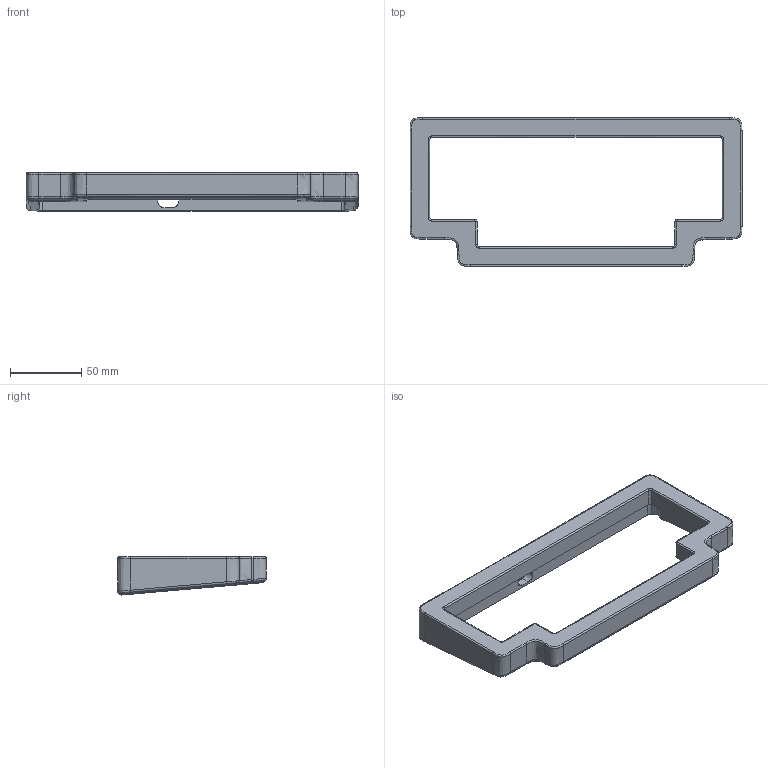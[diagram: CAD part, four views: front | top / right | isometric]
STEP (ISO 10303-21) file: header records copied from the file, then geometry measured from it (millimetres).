
FILE_DESCRIPTION(/* description */ (''),/* implementation_level */ '2;1');
FILE_NAME(/* name */ 'bbqazaso.step',/* time_stamp */ '2024-02-05T22:27:00-08:00',/* author */ (''),/* organization */ (''),/* preprocessor_version */ 'ST-DEVELOPER v20',/* originating_system */ 'Autodesk Translation Framework v12.14.0.127',/* authorisation */ '');
FILE_SCHEMA (('AUTOMOTIVE_DESIGN { 1 0 10303 214 3 1 1 }'));
Length unit declared in the file: millimetre
Products named in the file (1): FusionComponent
Bounding box: 232.79 x 104.2 x 26.68 mm (x, y, z)
Volume: 160613.6 mm3; surface area: 43874.9 mm2
Topology: 1 solids, 1 shells, 213 faces, 511 edges, 302 vertices
Faces by surface type: bspline 123, plane 46, cylinder 40, torus 4
Full cylindrical faces by diameter (mm): 4 x4
Entity records: 11950 total; most frequent: CARTESIAN_POINT 7725, ORIENTED_EDGE 1018, DIRECTION 582, EDGE_CURVE 509, VERTEX_POINT 302, EDGE_LOOP 221, FACE_OUTER_BOUND 213, ADVANCED_FACE 213
